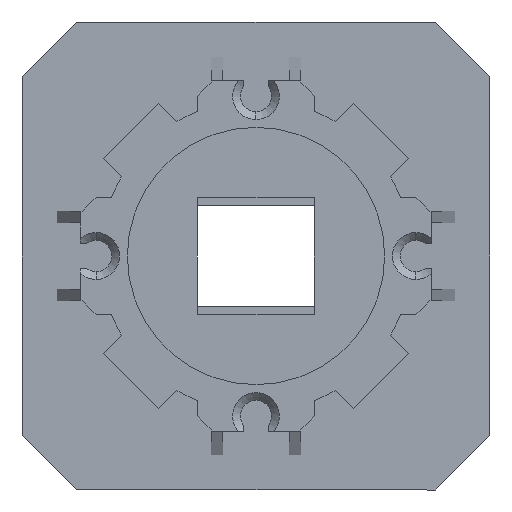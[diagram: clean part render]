
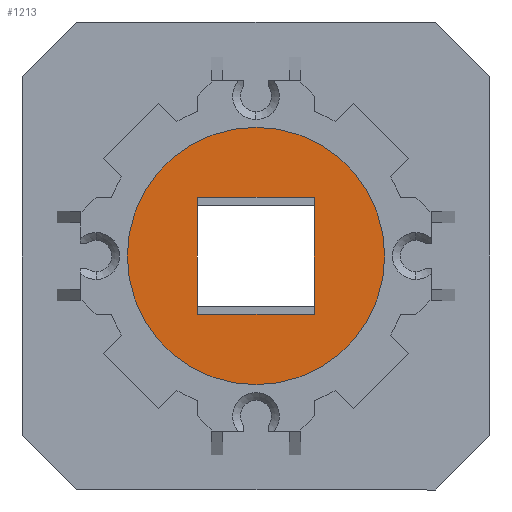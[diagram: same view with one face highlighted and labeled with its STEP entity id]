
A CAD part, front view. The second image highlights one B-rep face of the part: STEP entity #1213.
In plain terms, the highlighted planar face has unit normal (0, -1, 0).
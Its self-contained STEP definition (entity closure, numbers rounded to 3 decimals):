
#205 = CIRCLE ( 'NONE', #1250, 16.5 ) ;
#207 = VERTEX_POINT ( 'NONE', #1605 ) ;
#338 = VERTEX_POINT ( 'NONE', #2416 ) ;
#416 = DIRECTION ( 'NONE',  ( 0., 1., 0. ) ) ;
#429 = CARTESIAN_POINT ( 'NONE',  ( -7.5, 15., -7.5 ) ) ;
#461 = CARTESIAN_POINT ( 'NONE',  ( -7.5, 15., 7.5 ) ) ;
#502 = DIRECTION ( 'NONE',  ( 1., 0., 0. ) ) ;
#650 = EDGE_CURVE ( 'NONE', #207, #2469, #3656, .T. ) ;
#869 = CARTESIAN_POINT ( 'NONE',  ( 0., 15., 0. ) ) ;
#1008 = VECTOR ( 'NONE', #502, 1000. ) ;
#1205 = VERTEX_POINT ( 'NONE', #3386 ) ;
#1213 = ADVANCED_FACE ( 'NONE', ( #3081, #4130 ), #1332, .F. ) ;
#1250 = AXIS2_PLACEMENT_3D ( 'NONE', #4569, #416, #2452 ) ;
#1332 = PLANE ( 'NONE',  #4315 ) ;
#1369 = VERTEX_POINT ( 'NONE', #4552 ) ;
#1575 = LINE ( 'NONE', #1945, #4003 ) ;
#1605 = CARTESIAN_POINT ( 'NONE',  ( 7.5, 15., 7.5 ) ) ;
#1676 = CARTESIAN_POINT ( 'NONE',  ( 0., 15., 0. ) ) ;
#1707 = CARTESIAN_POINT ( 'NONE',  ( -7.5, 15., 7.5 ) ) ;
#1739 = EDGE_CURVE ( 'NONE', #3345, #1205, #2119, .T. ) ;
#1945 = CARTESIAN_POINT ( 'NONE',  ( 7.5, 15., 7.5 ) ) ;
#2119 = CIRCLE ( 'NONE', #4204, 16.5 ) ;
#2270 = DIRECTION ( 'NONE',  ( 0., 0., 1. ) ) ;
#2360 = ORIENTED_EDGE ( 'NONE', *, *, #3487, .F. ) ;
#2396 = ORIENTED_EDGE ( 'NONE', *, *, #2939, .F. ) ;
#2416 = CARTESIAN_POINT ( 'NONE',  ( -7.5, 15., -7.5 ) ) ;
#2422 = DIRECTION ( 'NONE',  ( 0., 1., 0. ) ) ;
#2452 = DIRECTION ( 'NONE',  ( 0., 0., 1. ) ) ;
#2469 = VERTEX_POINT ( 'NONE', #3083 ) ;
#2499 = DIRECTION ( 'NONE',  ( 0., 0., -1. ) ) ;
#2502 = VECTOR ( 'NONE', #3304, 1000. ) ;
#2565 = EDGE_CURVE ( 'NONE', #2469, #338, #3133, .T. ) ;
#2644 = LINE ( 'NONE', #429, #1008 ) ;
#2703 = ORIENTED_EDGE ( 'NONE', *, *, #1739, .F. ) ;
#2715 = CARTESIAN_POINT ( 'NONE',  ( 0., 15., 16.5 ) ) ;
#2903 = EDGE_LOOP ( 'NONE', ( #2360, #3426, #2933, #3443 ) ) ;
#2933 = ORIENTED_EDGE ( 'NONE', *, *, #2565, .F. ) ;
#2939 = EDGE_CURVE ( 'NONE', #1205, #3345, #205, .T. ) ;
#2959 = VECTOR ( 'NONE', #2499, 1000. ) ;
#3081 = FACE_OUTER_BOUND ( 'NONE', #3698, .T. ) ;
#3083 = CARTESIAN_POINT ( 'NONE',  ( -7.5, 15., 7.5 ) ) ;
#3133 = LINE ( 'NONE', #1707, #2959 ) ;
#3304 = DIRECTION ( 'NONE',  ( -1., 0., 0. ) ) ;
#3345 = VERTEX_POINT ( 'NONE', #2715 ) ;
#3386 = CARTESIAN_POINT ( 'NONE',  ( 0., 15., -16.5 ) ) ;
#3426 = ORIENTED_EDGE ( 'NONE', *, *, #3903, .F. ) ;
#3443 = ORIENTED_EDGE ( 'NONE', *, *, #650, .F. ) ;
#3462 = DIRECTION ( 'NONE',  ( 0., 1., 0. ) ) ;
#3487 = EDGE_CURVE ( 'NONE', #1369, #207, #1575, .T. ) ;
#3656 = LINE ( 'NONE', #461, #2502 ) ;
#3698 = EDGE_LOOP ( 'NONE', ( #2396, #2703 ) ) ;
#3724 = DIRECTION ( 'NONE',  ( 0., 0., 1. ) ) ;
#3903 = EDGE_CURVE ( 'NONE', #338, #1369, #2644, .T. ) ;
#4003 = VECTOR ( 'NONE', #2270, 1000. ) ;
#4130 = FACE_BOUND ( 'NONE', #2903, .T. ) ;
#4204 = AXIS2_PLACEMENT_3D ( 'NONE', #1676, #2422, #4271 ) ;
#4271 = DIRECTION ( 'NONE',  ( 0., 0., 1. ) ) ;
#4315 = AXIS2_PLACEMENT_3D ( 'NONE', #869, #3462, #3724 ) ;
#4552 = CARTESIAN_POINT ( 'NONE',  ( 7.5, 15., -7.5 ) ) ;
#4569 = CARTESIAN_POINT ( 'NONE',  ( 0., 15., 0. ) ) ;
